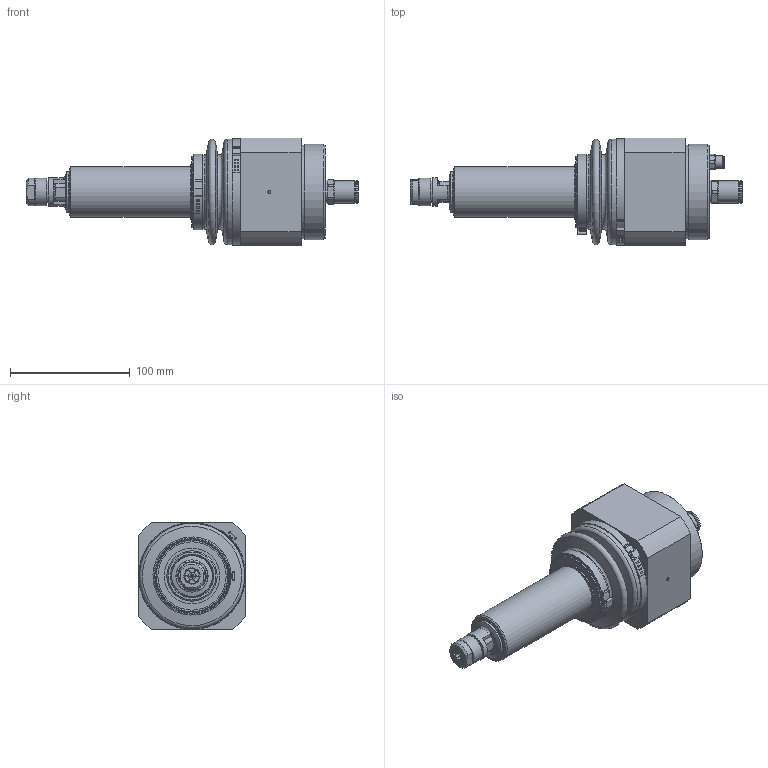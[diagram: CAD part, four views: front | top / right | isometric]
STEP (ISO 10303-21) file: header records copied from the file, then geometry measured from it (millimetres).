
FILE_DESCRIPTION(/* description */ (''),/* implementation_level */ '2;1');
FILE_NAME(/* name */ 'ESR 200_60057665.stp',/* time_stamp */ '2017-11-22T13:32:07+01:00',/* author */ ('ibasyouni'),/* organization */ (''),/* preprocessor_version */ 'ST-DEVELOPER v16.13',/* originating_system */ 'Autodesk Inventor 2018',/* authorisation */ '');
FILE_SCHEMA (('AUTOMOTIVE_DESIGN { 1 0 10303 214 3 1 1 }'));
Length unit declared in the file: millimetre
Products named in the file (1): ESR 200_60057665
Bounding box: 277.39 x 90 x 90 mm (x, y, z)
Volume: 833907.1 mm3; surface area: 87840.9 mm2
Topology: 1 solids, 7 shells, 481 faces, 1293 edges, 816 vertices
Faces by surface type: plane 203, cylinder 152, cone 114, torus 12
Full cylindrical faces by diameter (mm): 1.6 x1, 2.5 x1, 3 x2, 4.917 x4, 5.999 x2, 6 x5, 7.2 x1, 8.5 x1, 8.565 x1, 8.566 x2, 9.9 x1, 10.6 x1, 11 x1, 11.445 x1, 11.98 x1, 12 x1, 12.2 x1, 13.2 x2, 17 x1, 17.917 x1, 18 x1, 18.5 x2, 19 x4, 19.5 x1, 23 x1, 24 x1, 29 x1, 34 x1, 36 x1, 42 x1
Entity records: 14971 total; most frequent: CARTESIAN_POINT 2898, DIRECTION 2502, ORIENTED_EDGE 2280, EDGE_CURVE 1140, AXIS2_PLACEMENT_3D 1017, VERTEX_POINT 769, EDGE_LOOP 648, CIRCLE 523
